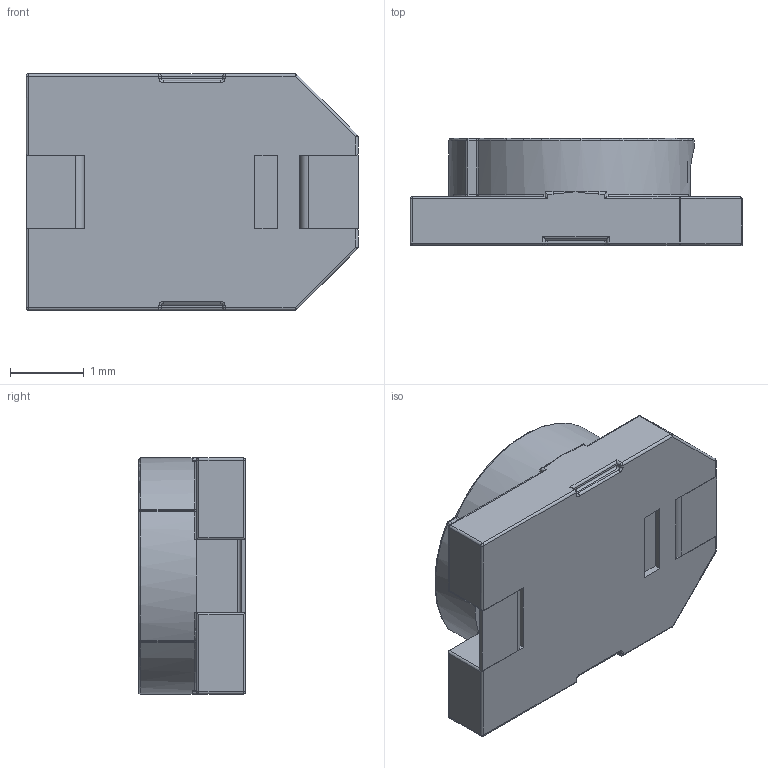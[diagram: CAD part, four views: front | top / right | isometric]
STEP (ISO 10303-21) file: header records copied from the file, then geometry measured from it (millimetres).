
FILE_DESCRIPTION (( 'STEP AP214' ), '1' );
FILE_NAME ('JZ400.STEP', '2020-12-20T16:37:09', ( '' ), ( '' ), 'SwSTEP 2.0', 'SolidWorks 2017', '' );
FILE_SCHEMA (( 'AUTOMOTIVE_DESIGN' ));
Length unit declared in the file: inch
Products named in the file (1): JZ400
Bounding box: 4.5 x 1.45 x 3.2 mm (x, y, z)
Volume: 14 mm3; surface area: 76.2 mm2
Topology: 6 solids, 6 shells, 244 faces, 584 edges, 329 vertices
Faces by surface type: cylinder 96, plane 85, torus 27, sphere 22, bspline 12, cone 2
Entity records: 7282 total; most frequent: CARTESIAN_POINT 1773, DIRECTION 1160, ORIENTED_EDGE 1116, EDGE_CURVE 558, AXIS2_PLACEMENT_3D 440, VERTEX_POINT 329, LINE 280, VECTOR 280
